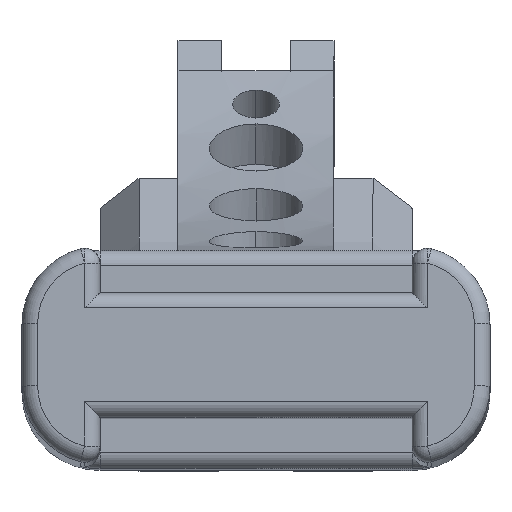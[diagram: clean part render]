
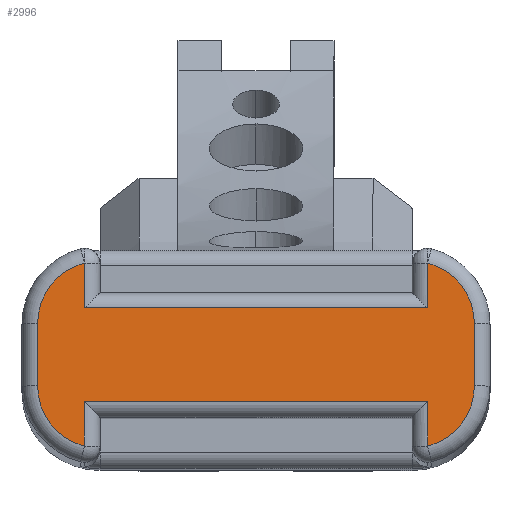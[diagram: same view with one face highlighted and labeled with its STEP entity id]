
A CAD part, left-side view. The second image highlights one B-rep face of the part: STEP entity #2996.
In plain terms, the highlighted planar face has unit normal (-0.999, 0, 0.044).
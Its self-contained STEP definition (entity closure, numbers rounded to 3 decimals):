
#61 = CARTESIAN_POINT ( 'NONE',  ( -12.564, 14., -58.508 ) ) ;
#86 = VECTOR ( 'NONE', #3026, 1000. ) ;
#131 = VERTEX_POINT ( 'NONE', #195 ) ;
#159 = VERTEX_POINT ( 'NONE', #897 ) ;
#195 = CARTESIAN_POINT ( 'NONE',  ( -12.733, 11., -62.377 ) ) ;
#255 = CIRCLE ( 'NONE', #2393, 4. ) ;
#309 = VECTOR ( 'NONE', #4335, 1000. ) ;
#328 = LINE ( 'NONE', #3145, #2428 ) ;
#371 = ORIENTED_EDGE ( 'NONE', *, *, #4162, .T. ) ;
#527 = CARTESIAN_POINT ( 'NONE',  ( -12.302, -11., -52.513 ) ) ;
#533 = EDGE_CURVE ( 'NONE', #2429, #131, #2877, .T. ) ;
#555 = CARTESIAN_POINT ( 'NONE',  ( -12.39, 14., -54.511 ) ) ;
#562 = VECTOR ( 'NONE', #3828, 1000. ) ;
#610 = AXIS2_PLACEMENT_3D ( 'NONE', #1335, #982, #2773 ) ;
#652 = VERTEX_POINT ( 'NONE', #4166 ) ;
#781 = VERTEX_POINT ( 'NONE', #4354 ) ;
#845 = FACE_OUTER_BOUND ( 'NONE', #3582, .T. ) ;
#873 = EDGE_CURVE ( 'NONE', #159, #781, #328, .T. ) ;
#897 = CARTESIAN_POINT ( 'NONE',  ( -12.346, -11., -53.512 ) ) ;
#975 = CARTESIAN_POINT ( 'NONE',  ( -9.99, 0., 0.436 ) ) ;
#982 = DIRECTION ( 'NONE',  ( -0.999, 0., 0.044 ) ) ;
#1103 = DIRECTION ( 'NONE',  ( 0.044, 0., 0.999 ) ) ;
#1120 = EDGE_CURVE ( 'NONE', #4635, #4071, #2513, .T. ) ;
#1133 = VERTEX_POINT ( 'NONE', #555 ) ;
#1197 = EDGE_CURVE ( 'NONE', #781, #4432, #3071, .T. ) ;
#1265 = LINE ( 'NONE', #1650, #86 ) ;
#1291 = VERTEX_POINT ( 'NONE', #3602 ) ;
#1335 = CARTESIAN_POINT ( 'NONE',  ( -12.564, 10., -58.508 ) ) ;
#1376 = CARTESIAN_POINT ( 'NONE',  ( -12.608, 0., -59.507 ) ) ;
#1446 = DIRECTION ( 'NONE',  ( -0.999, 0., 0.044 ) ) ;
#1529 = LINE ( 'NONE', #2956, #4003 ) ;
#1614 = EDGE_CURVE ( 'NONE', #4432, #1133, #2223, .T. ) ;
#1620 = CARTESIAN_POINT ( 'NONE',  ( -12.39, -14., -54.511 ) ) ;
#1650 = CARTESIAN_POINT ( 'NONE',  ( -12.39, -14., -54.511 ) ) ;
#1686 = AXIS2_PLACEMENT_3D ( 'NONE', #2245, #1883, #3303 ) ;
#1774 = CARTESIAN_POINT ( 'NONE',  ( -12.733, -11., -62.377 ) ) ;
#1883 = DIRECTION ( 'NONE',  ( -0.999, 0., 0.044 ) ) ;
#1899 = EDGE_CURVE ( 'NONE', #131, #3998, #2833, .T. ) ;
#1983 = DIRECTION ( 'NONE',  ( 0.044, 0., 0.999 ) ) ;
#2029 = CARTESIAN_POINT ( 'NONE',  ( -12.39, -10., -54.511 ) ) ;
#2060 = ORIENTED_EDGE ( 'NONE', *, *, #2717, .T. ) ;
#2138 = EDGE_CURVE ( 'NONE', #1133, #2429, #1529, .T. ) ;
#2223 = CIRCLE ( 'NONE', #1686, 4. ) ;
#2245 = CARTESIAN_POINT ( 'NONE',  ( -12.39, 10., -54.511 ) ) ;
#2292 = ORIENTED_EDGE ( 'NONE', *, *, #1120, .T. ) ;
#2296 = ORIENTED_EDGE ( 'NONE', *, *, #3131, .T. ) ;
#2328 = EDGE_CURVE ( 'NONE', #3998, #3587, #3529, .T. ) ;
#2367 = ORIENTED_EDGE ( 'NONE', *, *, #4481, .T. ) ;
#2381 = CARTESIAN_POINT ( 'NONE',  ( -12.221, 11., -50.642 ) ) ;
#2393 = AXIS2_PLACEMENT_3D ( 'NONE', #2540, #1446, #3925 ) ;
#2428 = VECTOR ( 'NONE', #3236, 1000. ) ;
#2429 = VERTEX_POINT ( 'NONE', #61 ) ;
#2458 = ORIENTED_EDGE ( 'NONE', *, *, #1614, .T. ) ;
#2483 = LINE ( 'NONE', #1774, #562 ) ;
#2513 = CIRCLE ( 'NONE', #4285, 4. ) ;
#2540 = CARTESIAN_POINT ( 'NONE',  ( -12.564, -10., -58.508 ) ) ;
#2706 = LINE ( 'NONE', #527, #3500 ) ;
#2709 = DIRECTION ( 'NONE',  ( 0.044, 0., 0.999 ) ) ;
#2717 = EDGE_CURVE ( 'NONE', #1291, #4635, #1265, .T. ) ;
#2757 = CARTESIAN_POINT ( 'NONE',  ( -12.608, -11., -59.507 ) ) ;
#2773 = DIRECTION ( 'NONE',  ( 0.044, 0., 0.999 ) ) ;
#2784 = DIRECTION ( 'NONE',  ( 0.044, 0., 0.999 ) ) ;
#2833 = LINE ( 'NONE', #4667, #4458 ) ;
#2877 = CIRCLE ( 'NONE', #610, 4. ) ;
#2956 = CARTESIAN_POINT ( 'NONE',  ( -12.564, 14., -58.508 ) ) ;
#2996 = ADVANCED_FACE ( 'NONE', ( #845 ), #3024, .T. ) ;
#3024 = PLANE ( 'NONE',  #4534 ) ;
#3026 = DIRECTION ( 'NONE',  ( 0.044, 0., 0.999 ) ) ;
#3071 = LINE ( 'NONE', #3456, #3250 ) ;
#3111 = DIRECTION ( 'NONE',  ( -0.999, 0., 0.044 ) ) ;
#3131 = EDGE_CURVE ( 'NONE', #3587, #652, #2483, .T. ) ;
#3145 = CARTESIAN_POINT ( 'NONE',  ( -12.346, 0., -53.512 ) ) ;
#3236 = DIRECTION ( 'NONE',  ( 0., 1., 0. ) ) ;
#3250 = VECTOR ( 'NONE', #1983, 1000. ) ;
#3268 = ORIENTED_EDGE ( 'NONE', *, *, #1197, .T. ) ;
#3303 = DIRECTION ( 'NONE',  ( 0.044, 0., 0.999 ) ) ;
#3309 = CARTESIAN_POINT ( 'NONE',  ( -12.221, -11., -50.642 ) ) ;
#3332 = DIRECTION ( 'NONE',  ( -0.044, 0., -0.999 ) ) ;
#3456 = CARTESIAN_POINT ( 'NONE',  ( -12.221, 11., -50.642 ) ) ;
#3500 = VECTOR ( 'NONE', #3332, 1000. ) ;
#3529 = LINE ( 'NONE', #1376, #309 ) ;
#3582 = EDGE_LOOP ( 'NONE', ( #2367, #2060, #2292, #371, #3681, #3268, #2458, #3848, #4167, #3901, #4469, #2296 ) ) ;
#3587 = VERTEX_POINT ( 'NONE', #2757 ) ;
#3602 = CARTESIAN_POINT ( 'NONE',  ( -12.564, -14., -58.508 ) ) ;
#3681 = ORIENTED_EDGE ( 'NONE', *, *, #873, .T. ) ;
#3828 = DIRECTION ( 'NONE',  ( -0.044, 0., -0.999 ) ) ;
#3848 = ORIENTED_EDGE ( 'NONE', *, *, #2138, .T. ) ;
#3901 = ORIENTED_EDGE ( 'NONE', *, *, #1899, .T. ) ;
#3925 = DIRECTION ( 'NONE',  ( 0.044, 0., 0.999 ) ) ;
#3998 = VERTEX_POINT ( 'NONE', #4546 ) ;
#4003 = VECTOR ( 'NONE', #4383, 1000. ) ;
#4071 = VERTEX_POINT ( 'NONE', #3309 ) ;
#4162 = EDGE_CURVE ( 'NONE', #4071, #159, #2706, .T. ) ;
#4166 = CARTESIAN_POINT ( 'NONE',  ( -12.733, -11., -62.377 ) ) ;
#4167 = ORIENTED_EDGE ( 'NONE', *, *, #533, .T. ) ;
#4285 = AXIS2_PLACEMENT_3D ( 'NONE', #2029, #3111, #2709 ) ;
#4335 = DIRECTION ( 'NONE',  ( 0., -1., 0. ) ) ;
#4354 = CARTESIAN_POINT ( 'NONE',  ( -12.346, 11., -53.512 ) ) ;
#4383 = DIRECTION ( 'NONE',  ( -0.044, 0., -0.999 ) ) ;
#4432 = VERTEX_POINT ( 'NONE', #2381 ) ;
#4458 = VECTOR ( 'NONE', #1103, 1000. ) ;
#4469 = ORIENTED_EDGE ( 'NONE', *, *, #2328, .T. ) ;
#4481 = EDGE_CURVE ( 'NONE', #652, #1291, #255, .T. ) ;
#4534 = AXIS2_PLACEMENT_3D ( 'NONE', #975, #4562, #2784 ) ;
#4546 = CARTESIAN_POINT ( 'NONE',  ( -12.608, 11., -59.507 ) ) ;
#4562 = DIRECTION ( 'NONE',  ( -0.999, 0., 0.044 ) ) ;
#4635 = VERTEX_POINT ( 'NONE', #1620 ) ;
#4667 = CARTESIAN_POINT ( 'NONE',  ( -12.651, 11., -60.506 ) ) ;
